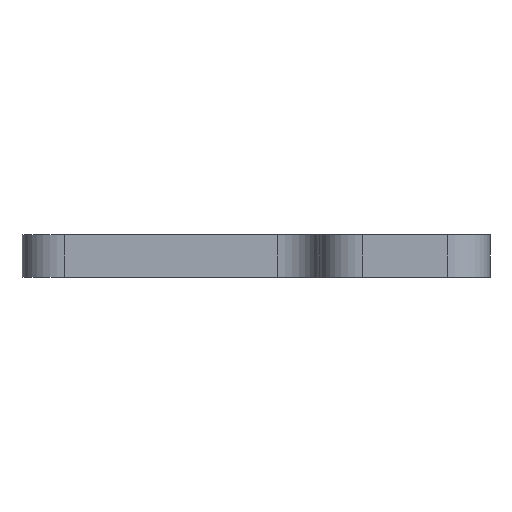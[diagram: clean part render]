
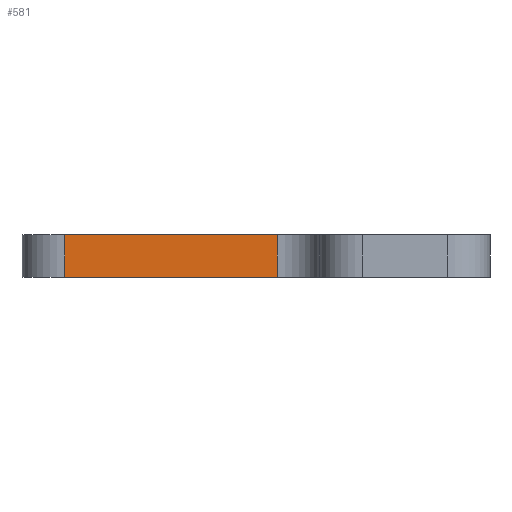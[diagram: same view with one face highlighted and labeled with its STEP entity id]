
A CAD part, front view. The second image highlights one B-rep face of the part: STEP entity #581.
In plain terms, the highlighted planar face has unit normal (0, -1, 0).
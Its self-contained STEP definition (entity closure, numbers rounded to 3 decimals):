
#9 = CARTESIAN_POINT ( 'NONE',  ( 0., 0., 5. ) ) ;
#22 = CARTESIAN_POINT ( 'NONE',  ( 5., 0., 0. ) ) ;
#50 = CARTESIAN_POINT ( 'NONE',  ( 30., 0., 5. ) ) ;
#72 = DIRECTION ( 'NONE',  ( 1., 0., 0. ) ) ;
#73 = VECTOR ( 'NONE', #72, 1000. ) ;
#102 = ORIENTED_EDGE ( 'NONE', *, *, #335, .T. ) ;
#108 = CARTESIAN_POINT ( 'NONE',  ( 30., 0., 5. ) ) ;
#132 = CARTESIAN_POINT ( 'NONE',  ( 5., 0., 5. ) ) ;
#133 = VECTOR ( 'NONE', #553, 1000. ) ;
#169 = DIRECTION ( 'NONE',  ( 0., 0., 1. ) ) ;
#173 = DIRECTION ( 'NONE',  ( 0., 1., 0. ) ) ;
#202 = CARTESIAN_POINT ( 'NONE',  ( 5., 0., 5. ) ) ;
#233 = EDGE_CURVE ( 'NONE', #291, #486, #321, .T. ) ;
#240 = LINE ( 'NONE', #674, #73 ) ;
#251 = LINE ( 'NONE', #470, #425 ) ;
#274 = ORIENTED_EDGE ( 'NONE', *, *, #233, .T. ) ;
#291 = VERTEX_POINT ( 'NONE', #510 ) ;
#321 = LINE ( 'NONE', #108, #542 ) ;
#325 = EDGE_CURVE ( 'NONE', #507, #486, #240, .T. ) ;
#326 = DIRECTION ( 'NONE',  ( 0., 0., 1. ) ) ;
#335 = EDGE_CURVE ( 'NONE', #507, #600, #352, .T. ) ;
#352 = LINE ( 'NONE', #132, #133 ) ;
#370 = AXIS2_PLACEMENT_3D ( 'NONE', #9, #173, #169 ) ;
#395 = PLANE ( 'NONE',  #370 ) ;
#399 = ORIENTED_EDGE ( 'NONE', *, *, #506, .T. ) ;
#425 = VECTOR ( 'NONE', #687, 1000. ) ;
#470 = CARTESIAN_POINT ( 'NONE',  ( 0., 0., 0. ) ) ;
#486 = VERTEX_POINT ( 'NONE', #50 ) ;
#506 = EDGE_CURVE ( 'NONE', #600, #291, #251, .T. ) ;
#507 = VERTEX_POINT ( 'NONE', #202 ) ;
#510 = CARTESIAN_POINT ( 'NONE',  ( 30., 0., 0. ) ) ;
#533 = EDGE_LOOP ( 'NONE', ( #399, #274, #650, #102 ) ) ;
#542 = VECTOR ( 'NONE', #326, 1000. ) ;
#553 = DIRECTION ( 'NONE',  ( 0., 0., -1. ) ) ;
#581 = ADVANCED_FACE ( 'NONE', ( #598 ), #395, .F. ) ;
#598 = FACE_OUTER_BOUND ( 'NONE', #533, .T. ) ;
#600 = VERTEX_POINT ( 'NONE', #22 ) ;
#650 = ORIENTED_EDGE ( 'NONE', *, *, #325, .F. ) ;
#674 = CARTESIAN_POINT ( 'NONE',  ( 0., 0., 5. ) ) ;
#687 = DIRECTION ( 'NONE',  ( 1., 0., 0. ) ) ;
